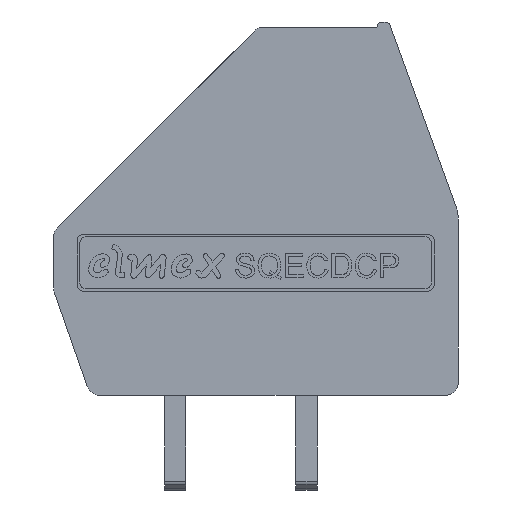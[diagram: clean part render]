
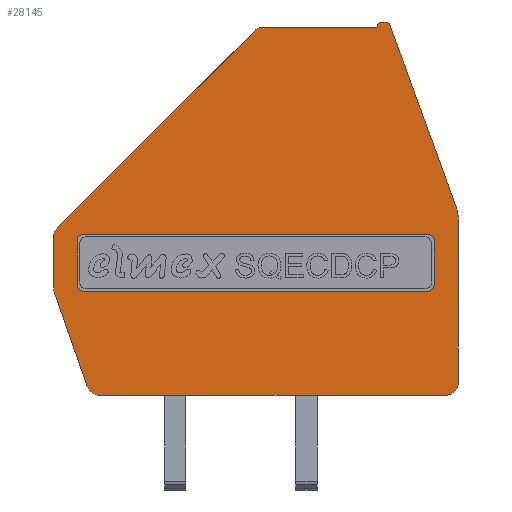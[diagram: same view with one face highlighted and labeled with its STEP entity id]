
A CAD part, front view. The second image highlights one B-rep face of the part: STEP entity #28145.
In plain terms, the highlighted planar face has unit normal (0, -1, 0).
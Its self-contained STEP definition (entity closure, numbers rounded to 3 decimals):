
#946=CIRCLE('',#29419,0.25);
#947=CIRCLE('',#29422,0.25);
#948=CIRCLE('',#29425,0.25);
#949=CIRCLE('',#29428,0.25);
#951=CIRCLE('',#29433,0.5);
#952=CIRCLE('',#29437,0.2);
#954=CIRCLE('',#29441,0.2);
#957=CIRCLE('',#29446,1.5);
#996=CIRCLE('',#29536,0.5);
#998=CIRCLE('',#29539,0.5);
#1050=CIRCLE('',#29645,0.5);
#1052=CIRCLE('',#29649,0.5);
#2362=LINE('',#42049,#4340);
#2365=LINE('',#42057,#4343);
#2368=LINE('',#42065,#4346);
#2371=LINE('',#42073,#4349);
#2374=LINE('',#42080,#4352);
#2378=LINE('',#42092,#4356);
#2383=LINE('',#42103,#4361);
#2385=LINE('',#42111,#4363);
#2389=LINE('',#42123,#4367);
#2393=LINE('',#42135,#4371);
#2598=LINE('',#43119,#4576);
#2599=LINE('',#43120,#4577);
#4340=VECTOR('',#33054,1000.);
#4343=VECTOR('',#33063,1000.);
#4346=VECTOR('',#33072,1000.);
#4349=VECTOR('',#33081,1000.);
#4352=VECTOR('',#33086,1000.);
#4356=VECTOR('',#33098,1000.);
#4361=VECTOR('',#33105,1000.);
#4363=VECTOR('',#33115,1000.);
#4367=VECTOR('',#33127,1000.);
#4371=VECTOR('',#33139,1000.);
#4576=VECTOR('',#33750,1000.);
#4577=VECTOR('',#33751,1000.);
#9119=ORIENTED_EDGE('',*,*,#13025,.T.);
#9120=ORIENTED_EDGE('',*,*,#13024,.T.);
#9121=ORIENTED_EDGE('',*,*,#13019,.T.);
#9122=ORIENTED_EDGE('',*,*,#13016,.T.);
#9123=ORIENTED_EDGE('',*,*,#13013,.T.);
#9124=ORIENTED_EDGE('',*,*,#13010,.T.);
#9125=ORIENTED_EDGE('',*,*,#13009,.T.);
#9126=ORIENTED_EDGE('',*,*,#13157,.T.);
#9127=ORIENTED_EDGE('',*,*,#13377,.T.);
#9128=ORIENTED_EDGE('',*,*,#13159,.T.);
#9129=ORIENTED_EDGE('',*,*,#13004,.T.);
#9130=ORIENTED_EDGE('',*,*,#13001,.T.);
#9131=ORIENTED_EDGE('',*,*,#12998,.T.);
#9132=ORIENTED_EDGE('',*,*,#13376,.T.);
#9133=ORIENTED_EDGE('',*,*,#13378,.T.);
#9134=ORIENTED_EDGE('',*,*,#13370,.T.);
#9135=ORIENTED_EDGE('',*,*,#12995,.T.);
#9136=ORIENTED_EDGE('',*,*,#12993,.T.);
#9137=ORIENTED_EDGE('',*,*,#12991,.T.);
#9138=ORIENTED_EDGE('',*,*,#12989,.T.);
#9139=ORIENTED_EDGE('',*,*,#12987,.T.);
#9140=ORIENTED_EDGE('',*,*,#12985,.T.);
#9141=ORIENTED_EDGE('',*,*,#12983,.T.);
#9142=ORIENTED_EDGE('',*,*,#12981,.T.);
#12981=EDGE_CURVE('',#15453,#15452,#946,.F.);
#12983=EDGE_CURVE('',#15454,#15453,#2362,.T.);
#12985=EDGE_CURVE('',#15455,#15454,#947,.F.);
#12987=EDGE_CURVE('',#15456,#15455,#2365,.T.);
#12989=EDGE_CURVE('',#15457,#15456,#948,.F.);
#12991=EDGE_CURVE('',#15458,#15457,#2368,.T.);
#12993=EDGE_CURVE('',#15459,#15458,#949,.F.);
#12995=EDGE_CURVE('',#15452,#15459,#2371,.T.);
#12998=EDGE_CURVE('',#15463,#15462,#2374,.T.);
#13001=EDGE_CURVE('',#15465,#15463,#951,.T.);
#13004=EDGE_CURVE('',#15467,#15465,#2378,.T.);
#13009=EDGE_CURVE('',#15469,#15471,#2383,.T.);
#13010=EDGE_CURVE('',#15472,#15469,#952,.T.);
#13013=EDGE_CURVE('',#15474,#15472,#2385,.T.);
#13016=EDGE_CURVE('',#15476,#15474,#954,.T.);
#13019=EDGE_CURVE('',#15478,#15476,#2389,.T.);
#13024=EDGE_CURVE('',#15481,#15478,#957,.T.);
#13025=EDGE_CURVE('',#15482,#15481,#2393,.T.);
#13157=EDGE_CURVE('',#15471,#15566,#996,.T.);
#13159=EDGE_CURVE('',#15568,#15467,#998,.T.);
#13370=EDGE_CURVE('',#15738,#15482,#1050,.T.);
#13376=EDGE_CURVE('',#15462,#15740,#1052,.T.);
#13377=EDGE_CURVE('',#15566,#15568,#2598,.T.);
#13378=EDGE_CURVE('',#15740,#15738,#2599,.T.);
#15452=VERTEX_POINT('',#42044);
#15453=VERTEX_POINT('',#42046);
#15454=VERTEX_POINT('',#42050);
#15455=VERTEX_POINT('',#42054);
#15456=VERTEX_POINT('',#42058);
#15457=VERTEX_POINT('',#42062);
#15458=VERTEX_POINT('',#42066);
#15459=VERTEX_POINT('',#42070);
#15462=VERTEX_POINT('',#42079);
#15463=VERTEX_POINT('',#42081);
#15465=VERTEX_POINT('',#42087);
#15467=VERTEX_POINT('',#42093);
#15469=VERTEX_POINT('',#42098);
#15471=VERTEX_POINT('',#42102);
#15472=VERTEX_POINT('',#42106);
#15474=VERTEX_POINT('',#42112);
#15476=VERTEX_POINT('',#42118);
#15478=VERTEX_POINT('',#42124);
#15481=VERTEX_POINT('',#42131);
#15482=VERTEX_POINT('',#42136);
#15566=VERTEX_POINT('',#42440);
#15568=VERTEX_POINT('',#42446);
#15738=VERTEX_POINT('',#43107);
#15740=VERTEX_POINT('',#43116);
#17425=EDGE_LOOP('',(#9119,#9120,#9121,#9122,#9123,#9124,#9125,#9126,#9127,
#9128,#9129,#9130,#9131,#9132,#9133,#9134));
#17426=EDGE_LOOP('',(#9135,#9136,#9137,#9138,#9139,#9140,#9141,#9142));
#18631=FACE_BOUND('',#17425,.T.);
#18632=FACE_BOUND('',#17426,.T.);
#19463=PLANE('',#29650);
#28145=ADVANCED_FACE('',(#18631,#18632),#19463,.T.);
#29419=AXIS2_PLACEMENT_3D('',#42045,#33049,#33050);
#29422=AXIS2_PLACEMENT_3D('',#42053,#33058,#33059);
#29425=AXIS2_PLACEMENT_3D('',#42061,#33067,#33068);
#29428=AXIS2_PLACEMENT_3D('',#42069,#33076,#33077);
#29433=AXIS2_PLACEMENT_3D('',#42086,#33092,#33093);
#29437=AXIS2_PLACEMENT_3D('',#42105,#33108,#33109);
#29441=AXIS2_PLACEMENT_3D('',#42117,#33120,#33121);
#29446=AXIS2_PLACEMENT_3D('',#42133,#33135,#33136);
#29536=AXIS2_PLACEMENT_3D('',#42441,#33400,#33401);
#29539=AXIS2_PLACEMENT_3D('',#42445,#33406,#33407);
#29645=AXIS2_PLACEMENT_3D('',#43106,#33734,#33735);
#29649=AXIS2_PLACEMENT_3D('',#43117,#33746,#33747);
#29650=AXIS2_PLACEMENT_3D('',#43118,#33748,#33749);
#33049=DIRECTION('',(0.,-1.,0.));
#33050=DIRECTION('',(0.,0.,-1.));
#33054=DIRECTION('',(0.,0.,1.));
#33058=DIRECTION('',(0.,-1.,0.));
#33059=DIRECTION('',(0.,0.,-1.));
#33063=DIRECTION('',(-1.,0.,0.));
#33067=DIRECTION('',(0.,-1.,0.));
#33068=DIRECTION('',(0.,0.,-1.));
#33072=DIRECTION('',(0.,0.,-1.));
#33076=DIRECTION('',(0.,-1.,0.));
#33077=DIRECTION('',(0.,0.,-1.));
#33081=DIRECTION('',(1.,0.,0.));
#33086=DIRECTION('',(0.33,0.,-0.944));
#33092=DIRECTION('',(0.,-1.,0.));
#33093=DIRECTION('',(1.,0.,0.));
#33098=DIRECTION('',(0.,0.,-1.));
#33105=DIRECTION('',(-1.,0.,0.));
#33108=DIRECTION('',(0.,-1.,0.));
#33109=DIRECTION('',(1.,0.,0.));
#33115=DIRECTION('',(-1.,0.,0.));
#33120=DIRECTION('',(0.,-1.,0.));
#33121=DIRECTION('',(1.,0.,0.));
#33127=DIRECTION('',(-0.342,0.,0.94));
#33135=DIRECTION('',(0.,-1.,0.));
#33136=DIRECTION('',(0.,0.,-1.));
#33139=DIRECTION('',(0.,0.,1.));
#33400=DIRECTION('',(0.,-1.,0.));
#33401=DIRECTION('',(1.,0.,0.));
#33406=DIRECTION('',(0.,-1.,0.));
#33407=DIRECTION('',(1.,0.,0.));
#33734=DIRECTION('',(0.,-1.,0.));
#33735=DIRECTION('',(0.,0.,-1.));
#33746=DIRECTION('',(0.,-1.,0.));
#33747=DIRECTION('',(1.,0.,0.));
#33748=DIRECTION('',(0.,-1.,0.));
#33749=DIRECTION('',(0.,0.,-1.));
#33750=DIRECTION('',(-0.707,0.,-0.707));
#33751=DIRECTION('',(1.,0.,0.));
#42044=CARTESIAN_POINT('',(13.592,-3.26,9.881));
#42045=CARTESIAN_POINT('',(13.592,-3.26,9.631));
#42046=CARTESIAN_POINT('',(13.342,-3.26,9.631));
#42049=CARTESIAN_POINT('',(13.342,-3.26,7.712));
#42050=CARTESIAN_POINT('',(13.342,-3.26,7.962));
#42053=CARTESIAN_POINT('',(13.592,-3.26,7.962));
#42054=CARTESIAN_POINT('',(13.592,-3.26,7.712));
#42057=CARTESIAN_POINT('',(26.926,-3.26,7.712));
#42058=CARTESIAN_POINT('',(26.676,-3.26,7.712));
#42061=CARTESIAN_POINT('',(26.676,-3.26,7.962));
#42062=CARTESIAN_POINT('',(26.926,-3.26,7.962));
#42065=CARTESIAN_POINT('',(26.926,-3.26,9.881));
#42066=CARTESIAN_POINT('',(26.926,-3.26,9.631));
#42069=CARTESIAN_POINT('',(26.676,-3.26,9.631));
#42070=CARTESIAN_POINT('',(26.676,-3.26,9.881));
#42073=CARTESIAN_POINT('',(13.342,-3.26,9.881));
#42079=CARTESIAN_POINT('',(13.733,-3.26,4.085));
#42080=CARTESIAN_POINT('',(12.478,-3.26,7.67));
#42081=CARTESIAN_POINT('',(12.478,-3.26,7.67));
#42086=CARTESIAN_POINT('',(12.95,-3.26,7.835));
#42087=CARTESIAN_POINT('',(12.45,-3.26,7.835));
#42092=CARTESIAN_POINT('',(12.45,-3.26,9.763));
#42093=CARTESIAN_POINT('',(12.45,-3.26,9.763));
#42098=CARTESIAN_POINT('',(24.75,-3.26,17.75));
#42102=CARTESIAN_POINT('',(20.437,-3.26,17.75));
#42103=CARTESIAN_POINT('',(20.437,-3.26,17.75));
#42105=CARTESIAN_POINT('',(24.95,-3.26,17.75));
#42106=CARTESIAN_POINT('',(24.95,-3.26,17.95));
#42111=CARTESIAN_POINT('',(25.062,-3.26,17.95));
#42112=CARTESIAN_POINT('',(25.062,-3.26,17.95));
#42117=CARTESIAN_POINT('',(25.062,-3.26,17.75));
#42118=CARTESIAN_POINT('',(25.25,-3.26,17.818));
#42123=CARTESIAN_POINT('',(25.25,-3.26,17.818));
#42124=CARTESIAN_POINT('',(27.76,-3.26,10.922));
#42131=CARTESIAN_POINT('',(27.85,-3.26,10.409));
#42133=CARTESIAN_POINT('',(26.35,-3.26,10.409));
#42135=CARTESIAN_POINT('',(27.85,-3.26,17.25));
#42136=CARTESIAN_POINT('',(27.85,-3.26,4.25));
#42440=CARTESIAN_POINT('',(20.083,-3.26,17.604));
#42441=CARTESIAN_POINT('',(20.437,-3.26,17.25));
#42445=CARTESIAN_POINT('',(12.95,-3.26,9.763));
#42446=CARTESIAN_POINT('',(12.596,-3.26,10.117));
#43106=CARTESIAN_POINT('',(27.35,-3.26,4.25));
#43107=CARTESIAN_POINT('',(27.35,-3.26,3.75));
#43116=CARTESIAN_POINT('',(14.205,-3.26,3.75));
#43117=CARTESIAN_POINT('',(14.205,-3.26,4.25));
#43118=CARTESIAN_POINT('',(20.437,-3.26,17.25));
#43119=CARTESIAN_POINT('',(20.083,-3.26,17.604));
#43120=CARTESIAN_POINT('',(14.205,-3.26,3.75));
